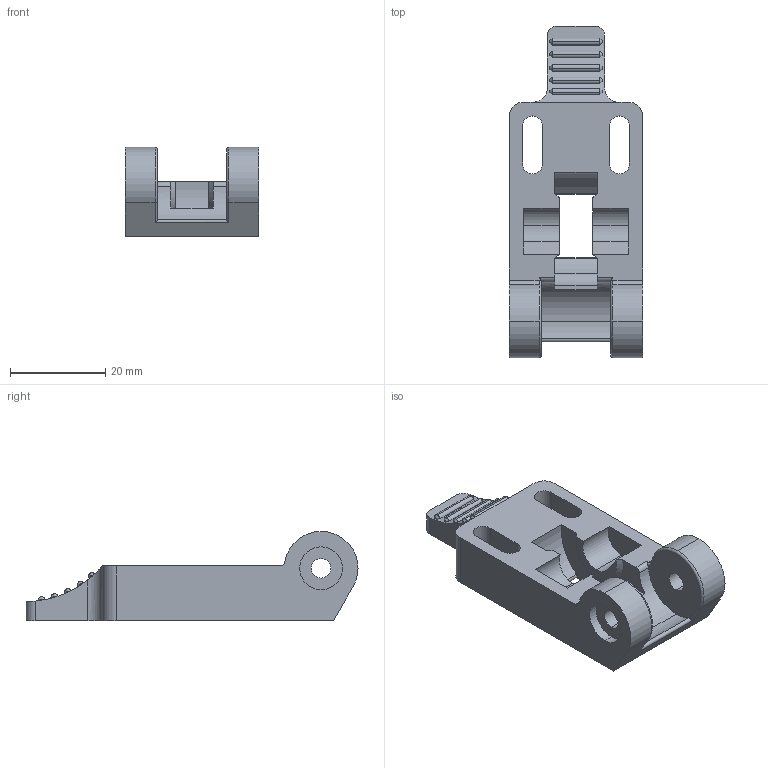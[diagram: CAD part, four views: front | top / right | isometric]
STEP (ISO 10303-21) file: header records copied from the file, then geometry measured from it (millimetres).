
FILE_DESCRIPTION (( 'STEP AP203' ), '1' );
FILE_NAME ('Guide.STEP', '2016-01-04T23:23:28', ( '' ), ( '' ), 'SwSTEP 2.0', 'SolidWorks 2015', '' );
FILE_SCHEMA (( 'CONFIG_CONTROL_DESIGN' ));
Length unit declared in the file: millimetre
Products named in the file (1): Guide
Bounding box: 28 x 69.75 x 18.75 mm (x, y, z)
Volume: 13432.3 mm3; surface area: 6888.5 mm2
Topology: 1 solids, 1 shells, 112 faces, 299 edges, 195 vertices
Faces by surface type: cylinder 53, plane 37, cone 18, torus 4
Entity records: 3747 total; most frequent: CARTESIAN_POINT 795, DIRECTION 626, ORIENTED_EDGE 598, EDGE_CURVE 299, AXIS2_PLACEMENT_3D 250, VERTEX_POINT 195, CIRCLE 137, EDGE_LOOP 128
